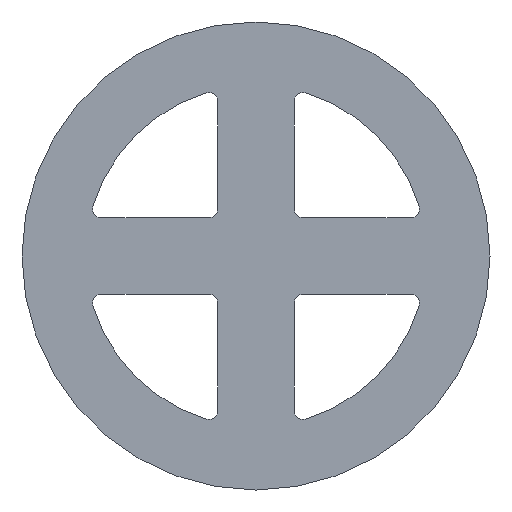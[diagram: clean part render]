
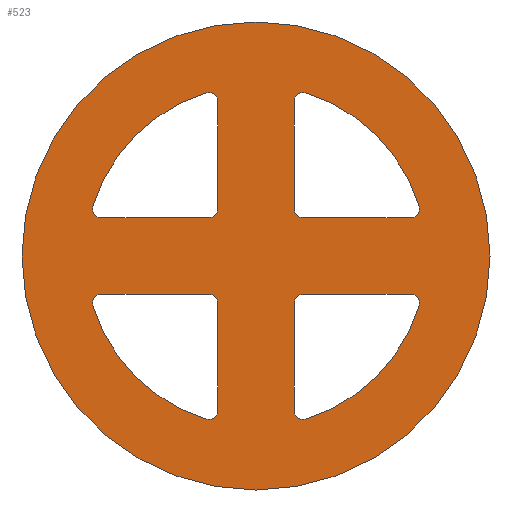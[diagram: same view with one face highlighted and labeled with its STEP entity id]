
A CAD part, front view. The second image highlights one B-rep face of the part: STEP entity #523.
In plain terms, the highlighted planar face has unit normal (0, -1, 0).
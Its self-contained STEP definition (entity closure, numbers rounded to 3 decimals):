
#15=FACE_BOUND('',#81,.T.);
#16=FACE_BOUND('',#82,.T.);
#17=FACE_BOUND('',#83,.T.);
#18=FACE_BOUND('',#84,.T.);
#30=PLANE('',#599);
#53=FACE_OUTER_BOUND('',#80,.T.);
#80=EDGE_LOOP('',(#416));
#81=EDGE_LOOP('',(#417,#418,#419,#420,#421,#422));
#82=EDGE_LOOP('',(#423,#424,#425,#426,#427,#428));
#83=EDGE_LOOP('',(#429,#430,#431,#432,#433,#434));
#84=EDGE_LOOP('',(#435,#436,#437,#438,#439,#440));
#97=LINE('',#791,#138);
#102=LINE('',#806,#143);
#109=LINE('',#824,#150);
#114=LINE('',#845,#155);
#117=LINE('',#857,#158);
#125=LINE('',#890,#166);
#132=LINE('',#911,#173);
#133=LINE('',#918,#174);
#138=VECTOR('',#626,10.);
#143=VECTOR('',#639,10.);
#150=VECTOR('',#654,10.);
#155=VECTOR('',#679,10.);
#158=VECTOR('',#690,10.);
#166=VECTOR('',#724,10.);
#173=VECTOR('',#745,10.);
#174=VECTOR('',#756,10.);
#177=CIRCLE('',#554,2.);
#179=CIRCLE('',#558,2.);
#182=CIRCLE('',#563,2.);
#184=CIRCLE('',#567,2.);
#185=CIRCLE('',#569,2.);
#187=CIRCLE('',#572,2.);
#189=CIRCLE('',#576,2.);
#192=CIRCLE('',#581,2.);
#194=CIRCLE('',#584,40.);
#195=CIRCLE('',#586,2.);
#197=CIRCLE('',#589,2.);
#200=CIRCLE('',#594,2.);
#201=CIRCLE('',#596,2.);
#203=CIRCLE('',#600,54.9);
#204=CIRCLE('',#601,40.);
#205=CIRCLE('',#602,40.);
#206=CIRCLE('',#603,40.);
#211=VERTEX_POINT('',#781);
#212=VERTEX_POINT('',#782);
#215=VERTEX_POINT('',#790);
#217=VERTEX_POINT('',#796);
#218=VERTEX_POINT('',#797);
#221=VERTEX_POINT('',#805);
#225=VERTEX_POINT('',#814);
#226=VERTEX_POINT('',#816);
#228=VERTEX_POINT('',#822);
#230=VERTEX_POINT('',#828);
#231=VERTEX_POINT('',#835);
#232=VERTEX_POINT('',#836);
#235=VERTEX_POINT('',#847);
#236=VERTEX_POINT('',#848);
#239=VERTEX_POINT('',#856);
#243=VERTEX_POINT('',#865);
#244=VERTEX_POINT('',#867);
#246=VERTEX_POINT('',#873);
#247=VERTEX_POINT('',#880);
#248=VERTEX_POINT('',#881);
#251=VERTEX_POINT('',#889);
#254=VERTEX_POINT('',#897);
#255=VERTEX_POINT('',#901);
#256=VERTEX_POINT('',#902);
#259=VERTEX_POINT('',#913);
#261=EDGE_CURVE('',#211,#212,#177,.T.);
#265=EDGE_CURVE('',#215,#212,#97,.T.);
#268=EDGE_CURVE('',#217,#218,#179,.T.);
#272=EDGE_CURVE('',#221,#218,#102,.T.);
#277=EDGE_CURVE('',#225,#226,#182,.T.);
#281=EDGE_CURVE('',#225,#228,#109,.T.);
#283=EDGE_CURVE('',#215,#230,#184,.T.);
#285=EDGE_CURVE('',#221,#228,#185,.T.);
#287=EDGE_CURVE('',#231,#232,#187,.T.);
#292=EDGE_CURVE('',#211,#232,#114,.T.);
#293=EDGE_CURVE('',#235,#236,#189,.T.);
#297=EDGE_CURVE('',#239,#236,#117,.T.);
#302=EDGE_CURVE('',#243,#244,#192,.T.);
#306=EDGE_CURVE('',#243,#246,#194,.T.);
#307=EDGE_CURVE('',#239,#246,#195,.T.);
#309=EDGE_CURVE('',#247,#248,#197,.T.);
#313=EDGE_CURVE('',#251,#248,#125,.T.);
#317=EDGE_CURVE('',#251,#254,#200,.T.);
#319=EDGE_CURVE('',#255,#256,#201,.T.);
#324=EDGE_CURVE('',#247,#256,#132,.T.);
#325=EDGE_CURVE('',#259,#259,#203,.T.);
#326=EDGE_CURVE('',#231,#230,#204,.T.);
#327=EDGE_CURVE('',#217,#226,#205,.T.);
#328=EDGE_CURVE('',#255,#254,#206,.T.);
#329=EDGE_CURVE('',#235,#244,#133,.T.);
#416=ORIENTED_EDGE('',*,*,#325,.T.);
#417=ORIENTED_EDGE('',*,*,#326,.T.);
#418=ORIENTED_EDGE('',*,*,#283,.F.);
#419=ORIENTED_EDGE('',*,*,#265,.T.);
#420=ORIENTED_EDGE('',*,*,#261,.F.);
#421=ORIENTED_EDGE('',*,*,#292,.T.);
#422=ORIENTED_EDGE('',*,*,#287,.F.);
#423=ORIENTED_EDGE('',*,*,#327,.T.);
#424=ORIENTED_EDGE('',*,*,#277,.F.);
#425=ORIENTED_EDGE('',*,*,#281,.T.);
#426=ORIENTED_EDGE('',*,*,#285,.F.);
#427=ORIENTED_EDGE('',*,*,#272,.T.);
#428=ORIENTED_EDGE('',*,*,#268,.F.);
#429=ORIENTED_EDGE('',*,*,#328,.T.);
#430=ORIENTED_EDGE('',*,*,#317,.F.);
#431=ORIENTED_EDGE('',*,*,#313,.T.);
#432=ORIENTED_EDGE('',*,*,#309,.F.);
#433=ORIENTED_EDGE('',*,*,#324,.T.);
#434=ORIENTED_EDGE('',*,*,#319,.F.);
#435=ORIENTED_EDGE('',*,*,#329,.T.);
#436=ORIENTED_EDGE('',*,*,#302,.F.);
#437=ORIENTED_EDGE('',*,*,#306,.T.);
#438=ORIENTED_EDGE('',*,*,#307,.F.);
#439=ORIENTED_EDGE('',*,*,#297,.T.);
#440=ORIENTED_EDGE('',*,*,#293,.F.);
#523=ADVANCED_FACE('',(#53,#15,#16,#17,#18),#30,.F.);
#554=AXIS2_PLACEMENT_3D('',#783,#618,#619);
#558=AXIS2_PLACEMENT_3D('',#798,#631,#632);
#563=AXIS2_PLACEMENT_3D('',#817,#647,#648);
#567=AXIS2_PLACEMENT_3D('',#829,#659,#660);
#569=AXIS2_PLACEMENT_3D('',#832,#664,#665);
#572=AXIS2_PLACEMENT_3D('',#837,#670,#671);
#576=AXIS2_PLACEMENT_3D('',#849,#682,#683);
#581=AXIS2_PLACEMENT_3D('',#868,#698,#699);
#584=AXIS2_PLACEMENT_3D('',#875,#706,#707);
#586=AXIS2_PLACEMENT_3D('',#877,#710,#711);
#589=AXIS2_PLACEMENT_3D('',#882,#716,#717);
#594=AXIS2_PLACEMENT_3D('',#898,#731,#732);
#596=AXIS2_PLACEMENT_3D('',#903,#736,#737);
#599=AXIS2_PLACEMENT_3D('',#912,#746,#747);
#600=AXIS2_PLACEMENT_3D('',#914,#748,#749);
#601=AXIS2_PLACEMENT_3D('',#915,#750,#751);
#602=AXIS2_PLACEMENT_3D('',#916,#752,#753);
#603=AXIS2_PLACEMENT_3D('',#917,#754,#755);
#618=DIRECTION('center_axis',(0.,-1.,0.));
#619=DIRECTION('ref_axis',(-0.707,0.,0.707));
#626=DIRECTION('',(0.,0.,1.));
#631=DIRECTION('center_axis',(0.,-1.,0.));
#632=DIRECTION('ref_axis',(-0.596,0.,0.803));
#639=DIRECTION('',(0.,0.,1.));
#647=DIRECTION('center_axis',(0.,-1.,0.));
#648=DIRECTION('ref_axis',(0.803,0.,-0.596));
#654=DIRECTION('',(-1.,0.,0.));
#659=DIRECTION('center_axis',(0.,-1.,0.));
#660=DIRECTION('ref_axis',(-0.596,0.,-0.803));
#664=DIRECTION('center_axis',(0.,-1.,0.));
#665=DIRECTION('ref_axis',(-0.707,0.,-0.707));
#670=DIRECTION('center_axis',(0.,-1.,0.));
#671=DIRECTION('ref_axis',(0.803,0.,0.596));
#679=DIRECTION('',(1.,0.,0.));
#682=DIRECTION('center_axis',(0.,-1.,0.));
#683=DIRECTION('ref_axis',(0.707,0.,0.707));
#690=DIRECTION('',(1.,0.,0.));
#698=DIRECTION('center_axis',(0.,-1.,0.));
#699=DIRECTION('ref_axis',(0.596,0.,-0.803));
#706=DIRECTION('center_axis',(0.,1.,0.));
#707=DIRECTION('ref_axis',(0.224,0.,0.974));
#710=DIRECTION('center_axis',(0.,-1.,0.));
#711=DIRECTION('ref_axis',(-0.803,0.,0.596));
#716=DIRECTION('center_axis',(0.,-1.,0.));
#717=DIRECTION('ref_axis',(0.707,0.,-0.707));
#724=DIRECTION('',(0.,0.,-1.));
#731=DIRECTION('center_axis',(0.,-1.,0.));
#732=DIRECTION('ref_axis',(0.596,0.,0.803));
#736=DIRECTION('center_axis',(0.,-1.,0.));
#737=DIRECTION('ref_axis',(-0.803,0.,-0.596));
#745=DIRECTION('',(-1.,0.,0.));
#746=DIRECTION('center_axis',(0.,1.,0.));
#747=DIRECTION('ref_axis',(0.,0.,1.));
#748=DIRECTION('center_axis',(0.,-1.,0.));
#749=DIRECTION('ref_axis',(-1.,0.,0.));
#750=DIRECTION('center_axis',(0.,1.,0.));
#751=DIRECTION('ref_axis',(-0.974,0.,0.224));
#752=DIRECTION('center_axis',(0.,1.,0.));
#753=DIRECTION('ref_axis',(-0.224,0.,-0.974));
#754=DIRECTION('center_axis',(0.,1.,0.));
#755=DIRECTION('ref_axis',(0.974,0.,-0.224));
#756=DIRECTION('',(0.,0.,-1.));
#781=CARTESIAN_POINT('',(10.979,-1.5,-8.979));
#782=CARTESIAN_POINT('',(8.979,-1.5,-10.979));
#783=CARTESIAN_POINT('Origin',(10.979,-1.5,-10.979));
#790=CARTESIAN_POINT('',(8.979,-1.5,-36.379));
#791=CARTESIAN_POINT('',(8.979,-1.5,-8.979));
#796=CARTESIAN_POINT('',(11.557,-1.5,38.294));
#797=CARTESIAN_POINT('',(8.979,-1.5,36.379));
#798=CARTESIAN_POINT('Origin',(10.979,-1.5,36.379));
#805=CARTESIAN_POINT('',(8.979,-1.5,10.979));
#806=CARTESIAN_POINT('',(8.979,-1.5,38.979));
#814=CARTESIAN_POINT('',(36.379,-1.5,8.979));
#816=CARTESIAN_POINT('',(38.294,-1.5,11.557));
#817=CARTESIAN_POINT('Origin',(36.379,-1.5,10.979));
#822=CARTESIAN_POINT('',(10.979,-1.5,8.979));
#824=CARTESIAN_POINT('',(8.979,-1.5,8.979));
#828=CARTESIAN_POINT('',(11.557,-1.5,-38.294));
#829=CARTESIAN_POINT('Origin',(10.979,-1.5,-36.379));
#832=CARTESIAN_POINT('Origin',(10.979,-1.5,10.979));
#835=CARTESIAN_POINT('',(38.294,-1.5,-11.557));
#836=CARTESIAN_POINT('',(36.379,-1.5,-8.979));
#837=CARTESIAN_POINT('Origin',(36.379,-1.5,-10.979));
#845=CARTESIAN_POINT('',(38.979,-1.5,-8.979));
#847=CARTESIAN_POINT('',(-8.979,-1.5,-10.979));
#848=CARTESIAN_POINT('',(-10.979,-1.5,-8.979));
#849=CARTESIAN_POINT('Origin',(-10.979,-1.5,-10.979));
#856=CARTESIAN_POINT('',(-36.379,-1.5,-8.979));
#857=CARTESIAN_POINT('',(-8.979,-1.5,-8.979));
#865=CARTESIAN_POINT('',(-11.557,-1.5,-38.294));
#867=CARTESIAN_POINT('',(-8.979,-1.5,-36.379));
#868=CARTESIAN_POINT('Origin',(-10.979,-1.5,-36.379));
#873=CARTESIAN_POINT('',(-38.294,-1.5,-11.557));
#875=CARTESIAN_POINT('Origin',(0.,-1.5,0.));
#877=CARTESIAN_POINT('Origin',(-36.379,-1.5,-10.979));
#880=CARTESIAN_POINT('',(-10.979,-1.5,8.979));
#881=CARTESIAN_POINT('',(-8.979,-1.5,10.979));
#882=CARTESIAN_POINT('Origin',(-10.979,-1.5,10.979));
#889=CARTESIAN_POINT('',(-8.979,-1.5,36.379));
#890=CARTESIAN_POINT('',(-8.979,-1.5,8.979));
#897=CARTESIAN_POINT('',(-11.557,-1.5,38.294));
#898=CARTESIAN_POINT('Origin',(-10.979,-1.5,36.379));
#901=CARTESIAN_POINT('',(-38.294,-1.5,11.557));
#902=CARTESIAN_POINT('',(-36.379,-1.5,8.979));
#903=CARTESIAN_POINT('Origin',(-36.379,-1.5,10.979));
#911=CARTESIAN_POINT('',(-38.979,-1.5,8.979));
#912=CARTESIAN_POINT('Origin',(0.,-1.5,0.));
#913=CARTESIAN_POINT('',(54.9,-1.5,0.));
#914=CARTESIAN_POINT('Origin',(0.,-1.5,0.));
#915=CARTESIAN_POINT('Origin',(0.,-1.5,0.));
#916=CARTESIAN_POINT('Origin',(0.,-1.5,0.));
#917=CARTESIAN_POINT('Origin',(0.,-1.5,0.));
#918=CARTESIAN_POINT('',(-8.979,-1.5,-38.979));
